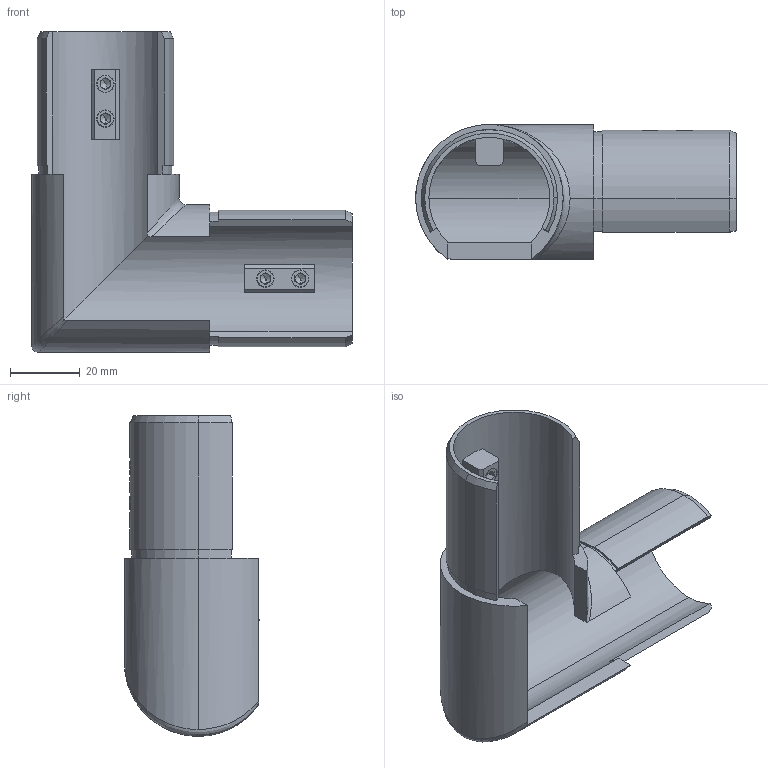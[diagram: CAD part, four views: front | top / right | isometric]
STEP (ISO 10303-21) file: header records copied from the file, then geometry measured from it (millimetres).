
FILE_DESCRIPTION (( 'STEP AP203' ), '1' );
FILE_NAME ('60322-V4A.step', '2019-08-19T09:01:10', ( '' ), ( '' ), 'SwSTEP 2.0', 'SolidWorks 2015', '' );
FILE_SCHEMA (( 'CONFIG_CONTROL_DESIGN' ));
Length unit declared in the file: millimetre
Products named in the file (3): 6032X-240 Teil1 Konfig Verlaufecke Nutrohr_60322-V4A Teil1; 60322-V4A; DIN913_DIN 913 M6x10
Assembly tree (5 placements, depth 2):
  60322-V4A
    6032X-240 Teil1 Konfig Verlaufecke Nutrohr_60322-V4A Teil1
    DIN913_DIN 913 M6x10  x4
Bounding box: 92.2 x 38.87 x 92.2 mm (x, y, z)
Volume: 37973.9 mm3; surface area: 28094.2 mm2
Topology: 5 solids, 5 shells, 387 faces, 1002 edges, 645 vertices
Faces by surface type: plane 215, bspline 102, cylinder 40, cone 30
Entity records: 20337 total; most frequent: CARTESIAN_POINT 12668, ORIENTED_EDGE 1696, DIRECTION 1149, EDGE_CURVE 848, VERTEX_POINT 558, VECTOR 547, LINE 547, EDGE_LOOP 356
